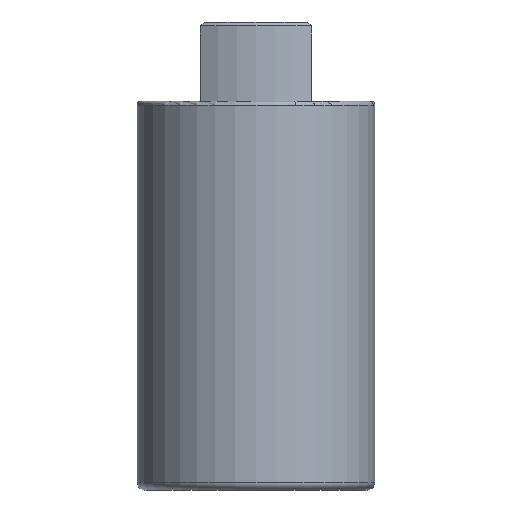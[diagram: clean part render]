
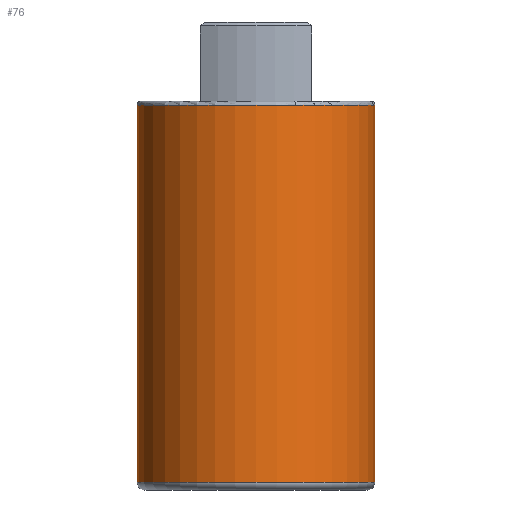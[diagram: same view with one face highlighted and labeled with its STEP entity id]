
A CAD part, front view. The second image highlights one B-rep face of the part: STEP entity #76.
In plain terms, the highlighted cylindrical face has radius 15 mm (diameter 30 mm), a full revolution.
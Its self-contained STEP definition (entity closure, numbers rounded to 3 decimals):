
#76 = ADVANCED_FACE( '', ( #95, #96 ), #97, .T. );
#95 = FACE_OUTER_BOUND( '', #135, .T. );
#96 = FACE_OUTER_BOUND( '', #136, .T. );
#97 = CYLINDRICAL_SURFACE( '', #137, 15. );
#135 = EDGE_LOOP( '', ( #178 ) );
#136 = EDGE_LOOP( '', ( #179 ) );
#137 = AXIS2_PLACEMENT_3D( '', #180, #181, #182 );
#178 = ORIENTED_EDGE( '', *, *, #281, .T. );
#179 = ORIENTED_EDGE( '', *, *, #282, .T. );
#180 = CARTESIAN_POINT( '', ( 0., 0., 49. ) );
#181 = DIRECTION( '', ( 0., 0., 1. ) );
#182 = DIRECTION( '', ( -1., 0., 0. ) );
#281 = EDGE_CURVE( '', #311, #311, #312, .T. );
#282 = EDGE_CURVE( '', #313, #313, #314, .F. );
#311 = VERTEX_POINT( '', #356 );
#312 = CIRCLE( '', #357, 15. );
#313 = VERTEX_POINT( '', #358 );
#314 = CIRCLE( '', #359, 15. );
#356 = CARTESIAN_POINT( '', ( 15., 0., 1. ) );
#357 = AXIS2_PLACEMENT_3D( '', #421, #422, #423 );
#358 = CARTESIAN_POINT( '', ( 15., 0., 48.5 ) );
#359 = AXIS2_PLACEMENT_3D( '', #424, #425, #426 );
#421 = CARTESIAN_POINT( '', ( 0., 0., 1. ) );
#422 = DIRECTION( '', ( 0., 0., 1. ) );
#423 = DIRECTION( '', ( 1., 0., 0. ) );
#424 = CARTESIAN_POINT( '', ( 0., 0., 48.5 ) );
#425 = DIRECTION( '', ( 0., 0., 1. ) );
#426 = DIRECTION( '', ( 1., 0., 0. ) );
